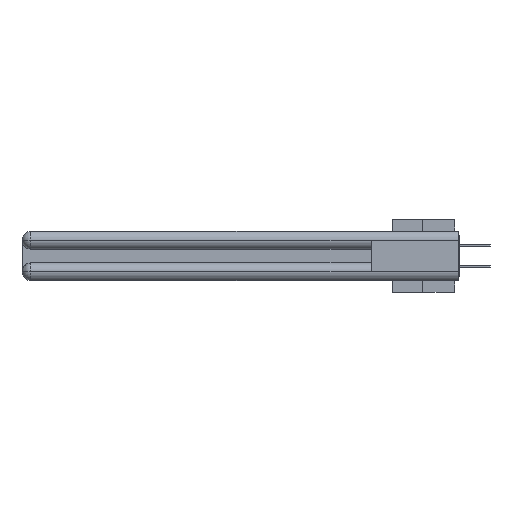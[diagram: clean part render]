
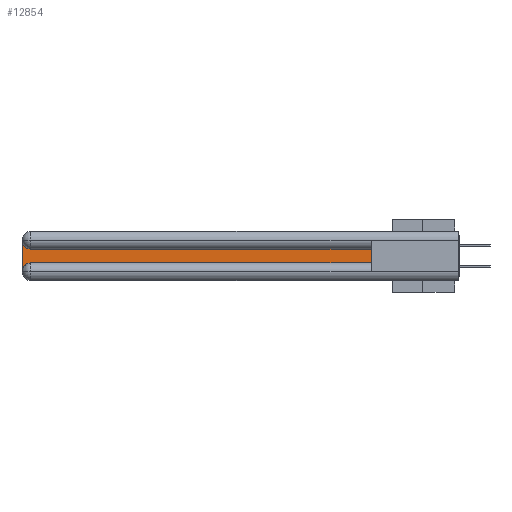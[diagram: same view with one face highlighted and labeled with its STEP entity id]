
A CAD part, left-side view. The second image highlights one B-rep face of the part: STEP entity #12854.
In plain terms, the highlighted planar face has unit normal (-1, 0, 0).
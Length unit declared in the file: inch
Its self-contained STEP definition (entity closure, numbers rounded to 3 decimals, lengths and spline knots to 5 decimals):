
#1773 = VECTOR ( 'NONE', #13326, 39.37008 ) ;
#3577 = CARTESIAN_POINT ( 'NONE',  ( 0.075, 2.94, -0.2775 ) ) ;
#3849 = CARTESIAN_POINT ( 'NONE',  ( 0.075, 3., -0.2775 ) ) ;
#4550 = VERTEX_POINT ( 'NONE', #9999 ) ;
#5842 = VERTEX_POINT ( 'NONE', #6501 ) ;
#6029 = CARTESIAN_POINT ( 'NONE',  ( 0.075, 0.6, -0.1225 ) ) ;
#6501 = CARTESIAN_POINT ( 'NONE',  ( 0.075, 0.6, -0.2175 ) ) ;
#6559 = DIRECTION ( 'NONE',  ( 0., 0., -1. ) ) ;
#9191 = EDGE_CURVE ( 'NONE', #36983, #39925, #18231, .T. ) ;
#9999 = CARTESIAN_POINT ( 'NONE',  ( 0.075, 2.94, -0.2175 ) ) ;
#10876 = VERTEX_POINT ( 'NONE', #6029 ) ;
#12150 = VECTOR ( 'NONE', #6559, 39.37008 ) ;
#12854 = ADVANCED_FACE ( 'NONE', ( #14877 ), #21907, .F. ) ;
#12880 = EDGE_CURVE ( 'NONE', #4550, #5842, #19464, .T. ) ;
#12908 = VECTOR ( 'NONE', #15624, 39.37008 ) ;
#13326 = DIRECTION ( 'NONE',  ( 0., 0., 1. ) ) ;
#13524 = CARTESIAN_POINT ( 'NONE',  ( 0.075, 3., -0.2175 ) ) ;
#13870 = CARTESIAN_POINT ( 'NONE',  ( 0.075, 0.6, -0.2175 ) ) ;
#14877 = FACE_OUTER_BOUND ( 'NONE', #39554, .T. ) ;
#14932 = CARTESIAN_POINT ( 'NONE',  ( 0.075, 3., -0.1225 ) ) ;
#15380 = DIRECTION ( 'NONE',  ( 0., 0., -1. ) ) ;
#15624 = DIRECTION ( 'NONE',  ( 0., 1., 0. ) ) ;
#16657 = AXIS2_PLACEMENT_3D ( 'NONE', #14932, #28299, #15380 ) ;
#18231 = CIRCLE ( 'NONE', #30713, 0.06 ) ;
#18439 = VECTOR ( 'NONE', #38351, 39.37008 ) ;
#19124 = LINE ( 'NONE', #13870, #1773 ) ;
#19464 = LINE ( 'NONE', #41476, #18439 ) ;
#20492 = CARTESIAN_POINT ( 'NONE',  ( 0.075, 2.94, -0.1225 ) ) ;
#21907 = PLANE ( 'NONE',  #16657 ) ;
#22429 = EDGE_CURVE ( 'NONE', #22592, #4550, #31545, .T. ) ;
#22592 = VERTEX_POINT ( 'NONE', #3849 ) ;
#23076 = DIRECTION ( 'NONE',  ( 0., 0., -1. ) ) ;
#23673 = ORIENTED_EDGE ( 'NONE', *, *, #12880, .T. ) ;
#25071 = LINE ( 'NONE', #31816, #12908 ) ;
#25575 = EDGE_CURVE ( 'NONE', #5842, #10876, #19124, .T. ) ;
#26021 = ORIENTED_EDGE ( 'NONE', *, *, #25575, .T. ) ;
#26311 = DIRECTION ( 'NONE',  ( 1., 0., 0. ) ) ;
#28125 = EDGE_CURVE ( 'NONE', #39925, #22592, #28441, .T. ) ;
#28299 = DIRECTION ( 'NONE',  ( 1., 0., 0. ) ) ;
#28441 = LINE ( 'NONE', #13524, #12150 ) ;
#28587 = ORIENTED_EDGE ( 'NONE', *, *, #9191, .T. ) ;
#30713 = AXIS2_PLACEMENT_3D ( 'NONE', #36124, #39443, #32541 ) ;
#31324 = EDGE_CURVE ( 'NONE', #10876, #36983, #25071, .T. ) ;
#31545 = CIRCLE ( 'NONE', #41863, 0.06 ) ;
#31604 = ORIENTED_EDGE ( 'NONE', *, *, #28125, .T. ) ;
#31816 = CARTESIAN_POINT ( 'NONE',  ( 0.075, 0.6, -0.1225 ) ) ;
#32541 = DIRECTION ( 'NONE',  ( 0., 0., -1. ) ) ;
#35369 = ORIENTED_EDGE ( 'NONE', *, *, #31324, .T. ) ;
#36124 = CARTESIAN_POINT ( 'NONE',  ( 0.075, 2.94, -0.0625 ) ) ;
#36965 = CARTESIAN_POINT ( 'NONE',  ( 0.075, 3., -0.0625 ) ) ;
#36983 = VERTEX_POINT ( 'NONE', #20492 ) ;
#38351 = DIRECTION ( 'NONE',  ( 0., -1., 0. ) ) ;
#38669 = ORIENTED_EDGE ( 'NONE', *, *, #22429, .T. ) ;
#39443 = DIRECTION ( 'NONE',  ( 1., 0., 0. ) ) ;
#39554 = EDGE_LOOP ( 'NONE', ( #35369, #28587, #31604, #38669, #23673, #26021 ) ) ;
#39925 = VERTEX_POINT ( 'NONE', #36965 ) ;
#41476 = CARTESIAN_POINT ( 'NONE',  ( 0.075, 0.6, -0.2175 ) ) ;
#41863 = AXIS2_PLACEMENT_3D ( 'NONE', #3577, #26311, #23076 ) ;
